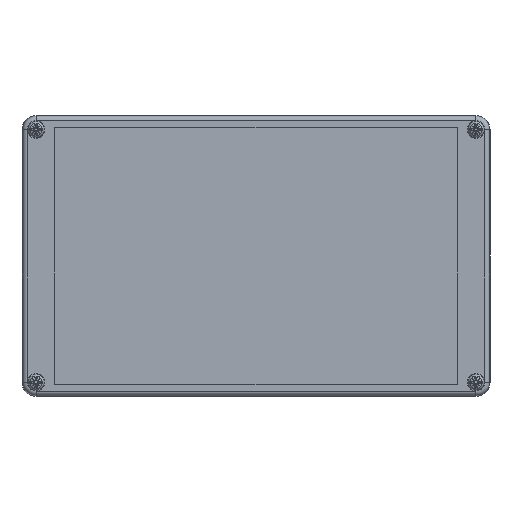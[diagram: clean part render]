
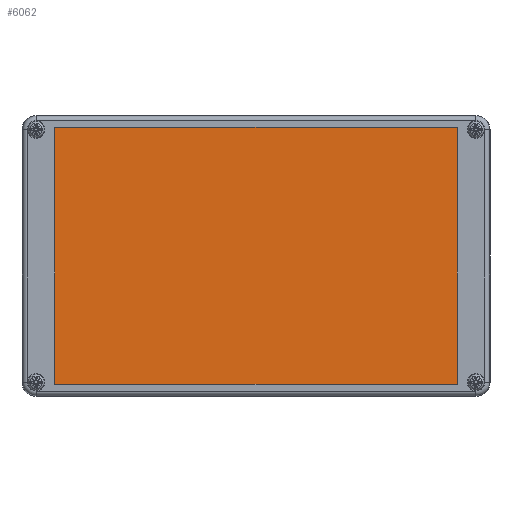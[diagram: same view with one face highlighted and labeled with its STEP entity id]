
A CAD part, top view. The second image highlights one B-rep face of the part: STEP entity #6062.
In plain terms, the highlighted face is planar.
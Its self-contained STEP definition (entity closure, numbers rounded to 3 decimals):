
#5932=CARTESIAN_POINT('',(86.05,54.9,-14.1));
#5933=VERTEX_POINT('',#5932);
#5934=CARTESIAN_POINT('',(86.05,-54.9,-14.1));
#5935=VERTEX_POINT('',#5934);
#5936=CARTESIAN_POINT('',(86.05,54.9,-14.1));
#5937=DIRECTION('',(0.0,-1.0,0.0));
#5938=VECTOR('',#5937,109.8);
#5939=LINE('',#5936,#5938);
#5940=EDGE_CURVE('',#5933,#5935,#5939,.T.);
#5972=CARTESIAN_POINT('',(-86.05,-54.9,-14.1));
#5973=VERTEX_POINT('',#5972);
#5974=CARTESIAN_POINT('',(86.05,-54.9,-14.1));
#5975=DIRECTION('',(-1.0,0.0,0.0));
#5976=VECTOR('',#5975,172.1);
#5977=LINE('',#5974,#5976);
#5978=EDGE_CURVE('',#5935,#5973,#5977,.T.);
#6003=CARTESIAN_POINT('',(-86.05,54.9,-14.1));
#6004=VERTEX_POINT('',#6003);
#6005=CARTESIAN_POINT('',(-86.05,-54.9,-14.1));
#6006=DIRECTION('',(0.0,1.0,0.0));
#6007=VECTOR('',#6006,109.8);
#6008=LINE('',#6005,#6007);
#6009=EDGE_CURVE('',#5973,#6004,#6008,.T.);
#6034=CARTESIAN_POINT('',(-86.05,54.9,-14.1));
#6035=DIRECTION('',(1.0,0.0,0.0));
#6036=VECTOR('',#6035,172.1);
#6037=LINE('',#6034,#6036);
#6038=EDGE_CURVE('',#6004,#5933,#6037,.T.);
#6051=CARTESIAN_POINT('',(0.0,0.,-14.1));
#6052=DIRECTION('',(0.0,0.0,1.0));
#6053=DIRECTION('',(1.0,0.0,0.0));
#6054=AXIS2_PLACEMENT_3D('',#6051,#6052,#6053);
#6055=PLANE('',#6054);
#6056=ORIENTED_EDGE('',*,*,#5940,.T.);
#6057=ORIENTED_EDGE('',*,*,#5978,.T.);
#6058=ORIENTED_EDGE('',*,*,#6009,.T.);
#6059=ORIENTED_EDGE('',*,*,#6038,.T.);
#6060=EDGE_LOOP('',(#6056,#6057,#6058,#6059));
#6061=FACE_OUTER_BOUND('',#6060,.T.);
#6062=ADVANCED_FACE('',(#6061),#6055,.F.);
